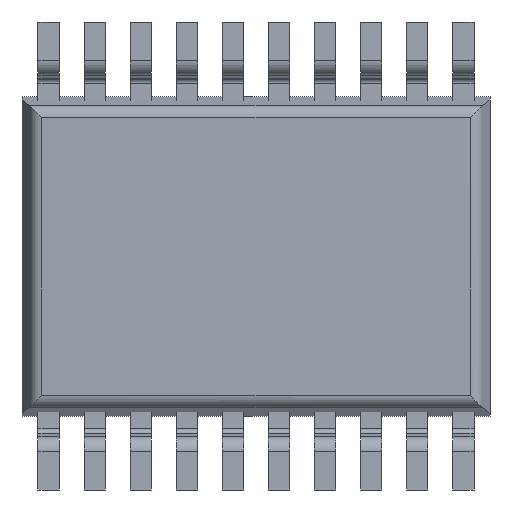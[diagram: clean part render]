
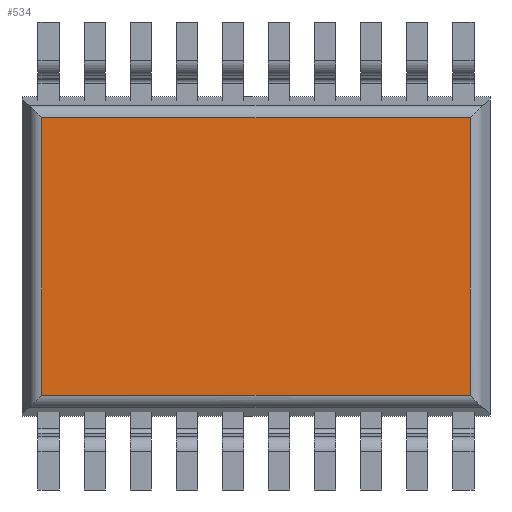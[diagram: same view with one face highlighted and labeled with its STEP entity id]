
A CAD part, front view. The second image highlights one B-rep face of the part: STEP entity #534.
In plain terms, the highlighted planar face has unit normal (0, -1, 0).
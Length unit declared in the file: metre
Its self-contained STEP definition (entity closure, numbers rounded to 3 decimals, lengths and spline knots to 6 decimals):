
#534 = ADVANCED_FACE( '', ( #1289 ), #1290, .T. );
#1289 = FACE_OUTER_BOUND( '', #2304, .T. );
#1290 = PLANE( '', #2305 );
#2304 = EDGE_LOOP( '', ( #3543, #3544, #3545, #3546 ) );
#2305 = AXIS2_PLACEMENT_3D( '', #3547, #3548, #3549 );
#3543 = ORIENTED_EDGE( '', *, *, #5898, .T. );
#3544 = ORIENTED_EDGE( '', *, *, #6111, .T. );
#3545 = ORIENTED_EDGE( '', *, *, #6112, .T. );
#3546 = ORIENTED_EDGE( '', *, *, #6113, .T. );
#3547 = CARTESIAN_POINT( '', ( -0.000225, 0.0001, -0.001217 ) );
#3548 = DIRECTION( '', ( 0., -1., 0. ) );
#3549 = DIRECTION( '', ( 0., 0., -1. ) );
#5898 = EDGE_CURVE( '', #7052, #7050, #7053, .T. );
#6111 = EDGE_CURVE( '', #7050, #7410, #7411, .T. );
#6112 = EDGE_CURVE( '', #7410, #7412, #7413, .F. );
#6113 = EDGE_CURVE( '', #7412, #7052, #7414, .F. );
#7050 = VERTEX_POINT( '', #8701 );
#7052 = VERTEX_POINT( '', #8703 );
#7053 = LINE( '', #8704, #8705 );
#7410 = VERTEX_POINT( '', #9198 );
#7411 = LINE( '', #9199, #9200 );
#7412 = VERTEX_POINT( '', #9201 );
#7413 = LINE( '', #9202, #9203 );
#7414 = LINE( '', #9204, #9205 );
#8701 = CARTESIAN_POINT( '', ( 0.006093, 0.0001, -0.005262 ) );
#8703 = CARTESIAN_POINT( '', ( 0.000057, 0.0001, -0.005262 ) );
#8704 = CARTESIAN_POINT( '', ( -0.000225, 0.0001, -0.005262 ) );
#8705 = VECTOR( '', #10793, 1. );
#9198 = CARTESIAN_POINT( '', ( 0.006093, 0.0001, -0.001352 ) );
#9199 = CARTESIAN_POINT( '', ( 0.006093, 0.0001, -0.001217 ) );
#9200 = VECTOR( '', #11032, 1. );
#9201 = CARTESIAN_POINT( '', ( 0.000057, 0.0001, -0.001352 ) );
#9202 = CARTESIAN_POINT( '', ( -0.000225, 0.0001, -0.001352 ) );
#9203 = VECTOR( '', #11033, 1. );
#9204 = CARTESIAN_POINT( '', ( 0.000057, 0.0001, -0.001217 ) );
#9205 = VECTOR( '', #11034, 1. );
#10793 = DIRECTION( '', ( 1., 0., 0. ) );
#11032 = DIRECTION( '', ( 0., 0., 1. ) );
#11033 = DIRECTION( '', ( 1., 0., 0. ) );
#11034 = DIRECTION( '', ( 0., 0., 1. ) );
